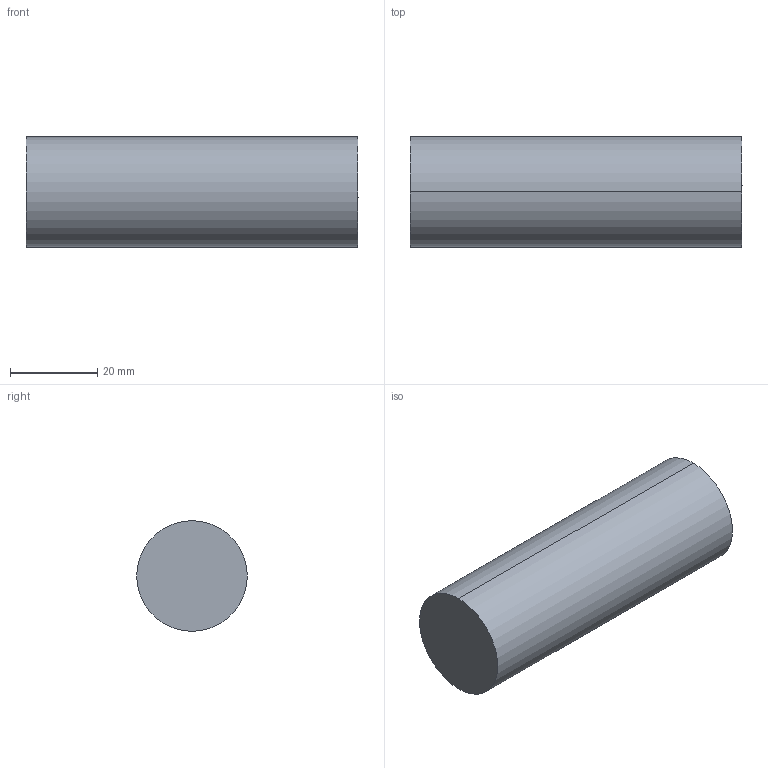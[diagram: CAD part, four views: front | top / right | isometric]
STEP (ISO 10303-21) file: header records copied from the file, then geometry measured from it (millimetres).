
FILE_DESCRIPTION (( 'STEP AP214' ), '1' );
FILE_NAME ('3CSS-1.STEP', '2020-10-23T00:09:56', ( '' ), ( '' ), 'SwSTEP 2.0', 'SolidWorks 2019', '' );
FILE_SCHEMA (( 'AUTOMOTIVE_DESIGN' ));
Length unit declared in the file: inch
Products named in the file (1): 3CSS-1
Bounding box: 76.2 x 25.4 x 25.4 mm (x, y, z)
Volume: 38611.1 mm3; surface area: 7093.9 mm2
Topology: 1 solids, 1 shells, 34 faces, 233 edges, 231 vertices
Faces by surface type: plane 32, cylinder 2
Entity records: 3328 total; most frequent: CARTESIAN_POINT 1512, ORIENTED_EDGE 466, EDGE_CURVE 233, VERTEX_POINT 231, DIRECTION 226, VECTOR 148, LINE 148, B_SPLINE_CURVE_WITH_KNOTS 81
